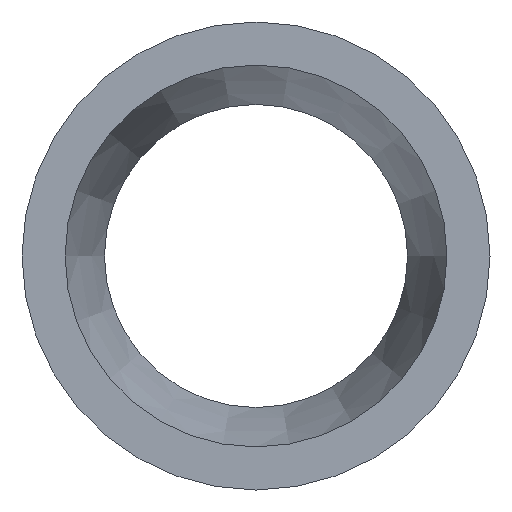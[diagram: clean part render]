
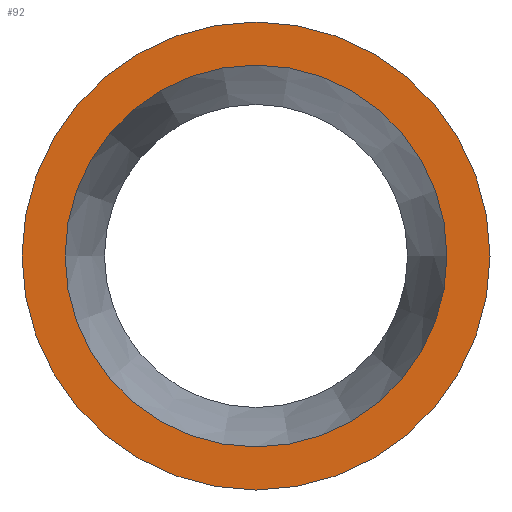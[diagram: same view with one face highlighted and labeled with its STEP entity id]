
A CAD part, left-side view. The second image highlights one B-rep face of the part: STEP entity #92.
In plain terms, the highlighted planar face has unit normal (-1, 0, 0).
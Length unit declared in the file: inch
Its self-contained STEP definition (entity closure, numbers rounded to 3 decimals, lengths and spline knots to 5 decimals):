
#1 = DIRECTION ( 'NONE',  ( 0., 0., -1. ) ) ;
#7 = AXIS2_PLACEMENT_3D ( 'NONE', #51, #165, #35 ) ;
#9 = FACE_BOUND ( 'NONE', #205, .T. ) ;
#35 = DIRECTION ( 'NONE',  ( 0., 0., -1. ) ) ;
#51 = CARTESIAN_POINT ( 'NONE',  ( 0., 0., 0. ) ) ;
#58 = DIRECTION ( 'NONE',  ( 1., 0., 0. ) ) ;
#87 = ORIENTED_EDGE ( 'NONE', *, *, #220, .T. ) ;
#92 = ADVANCED_FACE ( 'NONE', ( #159, #9 ), #224, .T. ) ;
#111 = AXIS2_PLACEMENT_3D ( 'NONE', #125, #199, #168 ) ;
#113 = EDGE_CURVE ( 'NONE', #152, #152, #190, .T. ) ;
#125 = CARTESIAN_POINT ( 'NONE',  ( 0., 1.12598, 0. ) ) ;
#137 = ORIENTED_EDGE ( 'NONE', *, *, #113, .F. ) ;
#142 = CARTESIAN_POINT ( 'NONE',  ( 0., 0., -1.24016 ) ) ;
#152 = VERTEX_POINT ( 'NONE', #142 ) ;
#159 = FACE_OUTER_BOUND ( 'NONE', #209, .T. ) ;
#165 = DIRECTION ( 'NONE',  ( 1., 0., 0. ) ) ;
#168 = DIRECTION ( 'NONE',  ( 0., 0., 1. ) ) ;
#169 = CARTESIAN_POINT ( 'NONE',  ( 0., 0., 0. ) ) ;
#181 = CIRCLE ( 'NONE', #218, 1.01181 ) ;
#184 = VERTEX_POINT ( 'NONE', #214 ) ;
#190 = CIRCLE ( 'NONE', #7, 1.24016 ) ;
#199 = DIRECTION ( 'NONE',  ( -1., 0., 0. ) ) ;
#205 = EDGE_LOOP ( 'NONE', ( #87 ) ) ;
#209 = EDGE_LOOP ( 'NONE', ( #137 ) ) ;
#214 = CARTESIAN_POINT ( 'NONE',  ( 0., 0., -1.01181 ) ) ;
#218 = AXIS2_PLACEMENT_3D ( 'NONE', #169, #58, #1 ) ;
#220 = EDGE_CURVE ( 'NONE', #184, #184, #181, .T. ) ;
#224 = PLANE ( 'NONE',  #111 ) ;
